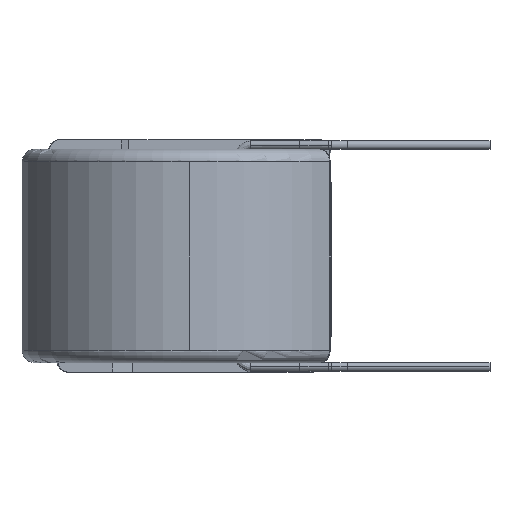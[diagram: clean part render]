
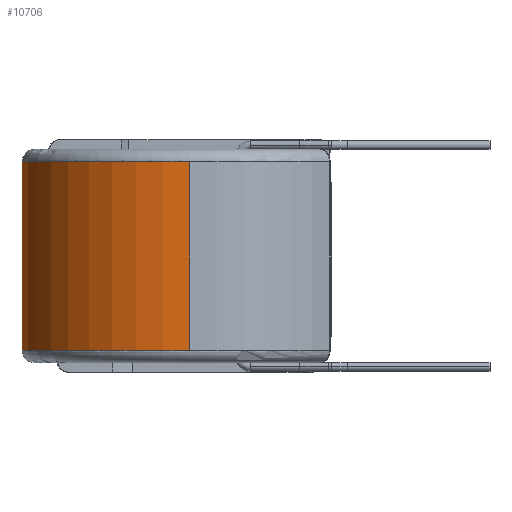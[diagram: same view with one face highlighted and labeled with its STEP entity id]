
A CAD part, left-side view. The second image highlights one B-rep face of the part: STEP entity #10706.
In plain terms, the highlighted cylindrical face has radius 16 mm (diameter 32 mm), a partial arc.
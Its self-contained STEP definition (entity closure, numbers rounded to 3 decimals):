
#33 = VERTEX_POINT ( 'NONE', #7593 ) ;
#520 = CARTESIAN_POINT ( 'NONE',  ( -16., 0., 10.1 ) ) ;
#1073 = CIRCLE ( 'NONE', #1470, 16. ) ;
#1470 = AXIS2_PLACEMENT_3D ( 'NONE', #6114, #3089, #5201 ) ;
#1789 = CARTESIAN_POINT ( 'NONE',  ( 0., 0., 10.1 ) ) ;
#1865 = LINE ( 'NONE', #520, #13457 ) ;
#2058 = VERTEX_POINT ( 'NONE', #4534 ) ;
#2919 = ORIENTED_EDGE ( 'NONE', *, *, #5854, .F. ) ;
#3089 = DIRECTION ( 'NONE',  ( 0., 0., 1. ) ) ;
#3355 = AXIS2_PLACEMENT_3D ( 'NONE', #1789, #8753, #10794 ) ;
#3802 = CARTESIAN_POINT ( 'NONE',  ( -2.051, 15.868, 10.1 ) ) ;
#4526 = CYLINDRICAL_SURFACE ( 'NONE', #3355, 16. ) ;
#4534 = CARTESIAN_POINT ( 'NONE',  ( -16., 0., 8.9 ) ) ;
#4710 = VERTEX_POINT ( 'NONE', #10997 ) ;
#5003 = VECTOR ( 'NONE', #7191, 1000. ) ;
#5201 = DIRECTION ( 'NONE',  ( 1., 0., 0. ) ) ;
#5379 = AXIS2_PLACEMENT_3D ( 'NONE', #8018, #12355, #12452 ) ;
#5854 = EDGE_CURVE ( 'NONE', #2058, #10539, #1865, .T. ) ;
#6114 = CARTESIAN_POINT ( 'NONE',  ( 0., 0., -8.9 ) ) ;
#6191 = ORIENTED_EDGE ( 'NONE', *, *, #9418, .T. ) ;
#7191 = DIRECTION ( 'NONE',  ( 0., 0., -1. ) ) ;
#7593 = CARTESIAN_POINT ( 'NONE',  ( -2.051, 15.868, -8.9 ) ) ;
#8018 = CARTESIAN_POINT ( 'NONE',  ( 0., 0., 8.9 ) ) ;
#8172 = CARTESIAN_POINT ( 'NONE',  ( -16., 0., -8.9 ) ) ;
#8753 = DIRECTION ( 'NONE',  ( 0., 0., -1. ) ) ;
#8955 = ORIENTED_EDGE ( 'NONE', *, *, #14123, .T. ) ;
#9148 = CIRCLE ( 'NONE', #5379, 16. ) ;
#9418 = EDGE_CURVE ( 'NONE', #2058, #4710, #9148, .T. ) ;
#10539 = VERTEX_POINT ( 'NONE', #8172 ) ;
#10706 = ADVANCED_FACE ( 'NONE', ( #14205 ), #4526, .T. ) ;
#10794 = DIRECTION ( 'NONE',  ( -1., 0., 0. ) ) ;
#10997 = CARTESIAN_POINT ( 'NONE',  ( -2.051, 15.868, 8.9 ) ) ;
#11667 = DIRECTION ( 'NONE',  ( 0., 0., -1. ) ) ;
#12355 = DIRECTION ( 'NONE',  ( 0., 0., -1. ) ) ;
#12452 = DIRECTION ( 'NONE',  ( 1., 0., 0. ) ) ;
#13155 = EDGE_LOOP ( 'NONE', ( #2919, #6191, #13507, #8955 ) ) ;
#13248 = EDGE_CURVE ( 'NONE', #4710, #33, #14516, .T. ) ;
#13457 = VECTOR ( 'NONE', #11667, 1000. ) ;
#13507 = ORIENTED_EDGE ( 'NONE', *, *, #13248, .T. ) ;
#14123 = EDGE_CURVE ( 'NONE', #33, #10539, #1073, .T. ) ;
#14205 = FACE_OUTER_BOUND ( 'NONE', #13155, .T. ) ;
#14516 = LINE ( 'NONE', #3802, #5003 ) ;
